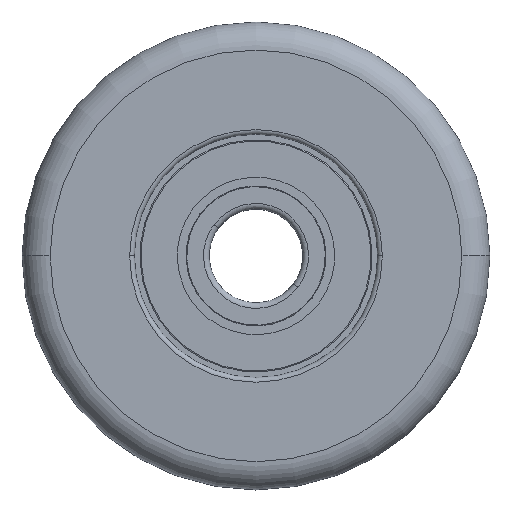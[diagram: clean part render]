
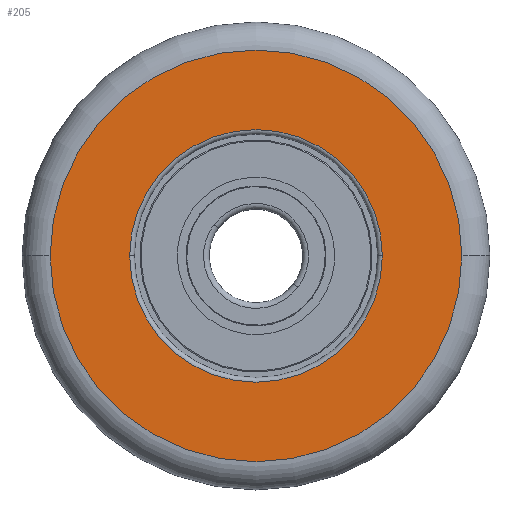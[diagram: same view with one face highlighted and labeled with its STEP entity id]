
A CAD part, top view. The second image highlights one B-rep face of the part: STEP entity #205.
In plain terms, the highlighted planar face has unit normal (0, 0, 1).
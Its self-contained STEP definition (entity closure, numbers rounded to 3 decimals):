
#3 = EDGE_CURVE ( 'NONE', #1841, #276, #995, .T. ) ;
#17 = DIRECTION ( 'NONE',  ( 1., 0., 0. ) ) ;
#26 = EDGE_CURVE ( 'NONE', #859, #2517, #746, .T. ) ;
#36 = AXIS2_PLACEMENT_3D ( 'NONE', #175, #1103, #17 ) ;
#92 = ORIENTED_EDGE ( 'NONE', *, *, #1989, .T. ) ;
#175 = CARTESIAN_POINT ( 'NONE',  ( 0., -13., 0. ) ) ;
#205 = ADVANCED_FACE ( 'NONE', ( #824, #1893 ), #936, .F. ) ;
#276 = VERTEX_POINT ( 'NONE', #948 ) ;
#426 = CIRCLE ( 'NONE', #36, 13.5 ) ;
#746 = CIRCLE ( 'NONE', #1363, 22. ) ;
#824 = FACE_BOUND ( 'NONE', #2329, .T. ) ;
#859 = VERTEX_POINT ( 'NONE', #959 ) ;
#925 = CARTESIAN_POINT ( 'NONE',  ( 13.5, -13., 0. ) ) ;
#936 = PLANE ( 'NONE',  #1053 ) ;
#948 = CARTESIAN_POINT ( 'NONE',  ( -13.5, -13., 0. ) ) ;
#959 = CARTESIAN_POINT ( 'NONE',  ( 22., -13., 0. ) ) ;
#995 = CIRCLE ( 'NONE', #2211, 13.5 ) ;
#1001 = DIRECTION ( 'NONE',  ( 1., 0., 0. ) ) ;
#1008 = CIRCLE ( 'NONE', #1817, 22. ) ;
#1050 = ORIENTED_EDGE ( 'NONE', *, *, #26, .T. ) ;
#1053 = AXIS2_PLACEMENT_3D ( 'NONE', #2526, #1863, #2511 ) ;
#1103 = DIRECTION ( 'NONE',  ( 0., 0., 1. ) ) ;
#1112 = DIRECTION ( 'NONE',  ( 0., 0., 1. ) ) ;
#1208 = CARTESIAN_POINT ( 'NONE',  ( 0., -13., 0. ) ) ;
#1363 = AXIS2_PLACEMENT_3D ( 'NONE', #1519, #1112, #1804 ) ;
#1519 = CARTESIAN_POINT ( 'NONE',  ( 0., -13., 0. ) ) ;
#1643 = CARTESIAN_POINT ( 'NONE',  ( -22., -13., 0. ) ) ;
#1770 = EDGE_LOOP ( 'NONE', ( #1050, #92 ) ) ;
#1804 = DIRECTION ( 'NONE',  ( 1., 0., 0. ) ) ;
#1817 = AXIS2_PLACEMENT_3D ( 'NONE', #1208, #2802, #2107 ) ;
#1834 = EDGE_CURVE ( 'NONE', #276, #1841, #426, .T. ) ;
#1841 = VERTEX_POINT ( 'NONE', #925 ) ;
#1863 = DIRECTION ( 'NONE',  ( 0., 0., -1. ) ) ;
#1893 = FACE_OUTER_BOUND ( 'NONE', #1770, .T. ) ;
#1969 = CARTESIAN_POINT ( 'NONE',  ( 0., -13., 0. ) ) ;
#1989 = EDGE_CURVE ( 'NONE', #2517, #859, #1008, .T. ) ;
#2107 = DIRECTION ( 'NONE',  ( 1., 0., 0. ) ) ;
#2211 = AXIS2_PLACEMENT_3D ( 'NONE', #1969, #2846, #1001 ) ;
#2228 = ORIENTED_EDGE ( 'NONE', *, *, #3, .F. ) ;
#2329 = EDGE_LOOP ( 'NONE', ( #2228, #2815 ) ) ;
#2511 = DIRECTION ( 'NONE',  ( -1., 0., 0. ) ) ;
#2517 = VERTEX_POINT ( 'NONE', #1643 ) ;
#2526 = CARTESIAN_POINT ( 'NONE',  ( 0., 0.5, 0. ) ) ;
#2802 = DIRECTION ( 'NONE',  ( 0., 0., 1. ) ) ;
#2815 = ORIENTED_EDGE ( 'NONE', *, *, #1834, .F. ) ;
#2846 = DIRECTION ( 'NONE',  ( 0., 0., 1. ) ) ;
